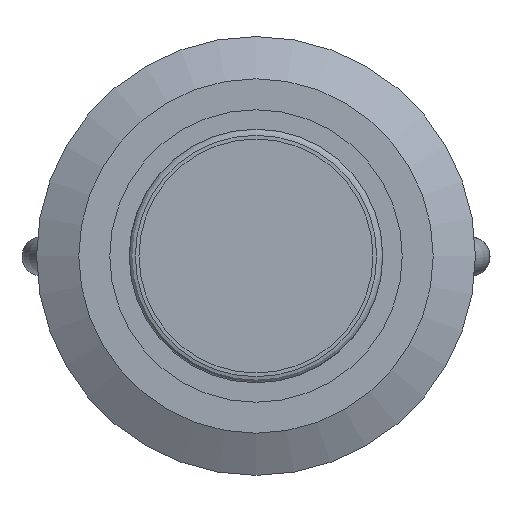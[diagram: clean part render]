
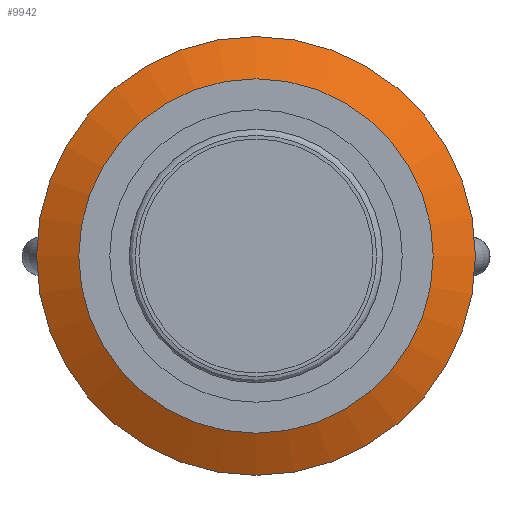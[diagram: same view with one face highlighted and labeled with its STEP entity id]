
A CAD part, left-side view. The second image highlights one B-rep face of the part: STEP entity #9942.
In plain terms, the highlighted conical face has half-angle 62.5 degrees and reference radius 8.136 mm.
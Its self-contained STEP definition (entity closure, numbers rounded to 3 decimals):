
#56=CONICAL_SURFACE('',#10856,8.136,1.091);
#974=CIRCLE('',#10857,7.271);
#975=CIRCLE('',#10858,7.271);
#976=CIRCLE('',#10859,9.);
#977=CIRCLE('',#10860,9.);
#1504=FACE_OUTER_BOUND('',#2103,.T.);
#2103=EDGE_LOOP('',(#9080,#9081,#9082,#9083,#9084,#9085));
#2954=LINE('',#18030,#3790);
#3790=VECTOR('',#13498,8.136);
#4744=VERTEX_POINT('',#18025);
#4745=VERTEX_POINT('',#18026);
#4746=VERTEX_POINT('',#18029);
#4747=VERTEX_POINT('',#18031);
#6195=EDGE_CURVE('',#4744,#4745,#974,.T.);
#6196=EDGE_CURVE('',#4745,#4744,#975,.T.);
#6197=EDGE_CURVE('',#4745,#4746,#2954,.T.);
#6198=EDGE_CURVE('',#4747,#4746,#976,.T.);
#6199=EDGE_CURVE('',#4746,#4747,#977,.T.);
#9080=ORIENTED_EDGE('',*,*,#6195,.F.);
#9081=ORIENTED_EDGE('',*,*,#6196,.F.);
#9082=ORIENTED_EDGE('',*,*,#6197,.T.);
#9083=ORIENTED_EDGE('',*,*,#6198,.F.);
#9084=ORIENTED_EDGE('',*,*,#6199,.F.);
#9085=ORIENTED_EDGE('',*,*,#6197,.F.);
#9942=ADVANCED_FACE('',(#1504),#56,.T.);
#10856=AXIS2_PLACEMENT_3D('',#18024,#13492,#13493);
#10857=AXIS2_PLACEMENT_3D('',#18027,#13494,#13495);
#10858=AXIS2_PLACEMENT_3D('',#18028,#13496,#13497);
#10859=AXIS2_PLACEMENT_3D('',#18032,#13499,#13500);
#10860=AXIS2_PLACEMENT_3D('',#18033,#13501,#13502);
#13492=DIRECTION('center_axis',(1.,0.,0.));
#13493=DIRECTION('ref_axis',(0.,0.,
1.));
#13494=DIRECTION('center_axis',(-1.,0.,0.));
#13495=DIRECTION('ref_axis',(0.,0.,
1.));
#13496=DIRECTION('center_axis',(-1.,0.,0.));
#13497=DIRECTION('ref_axis',(0.,0.,
1.));
#13498=DIRECTION('',(0.462,0.,-0.887));
#13499=DIRECTION('center_axis',(1.,0.,0.));
#13500=DIRECTION('ref_axis',(0.,-1.,0.));
#13501=DIRECTION('center_axis',(1.,0.,0.));
#13502=DIRECTION('ref_axis',(0.,-1.,0.));
#18024=CARTESIAN_POINT('Origin',(-35.8,0.,0.));
#18025=CARTESIAN_POINT('',(-36.25,0.,7.271));
#18026=CARTESIAN_POINT('',(-36.25,0.,-7.271));
#18027=CARTESIAN_POINT('Origin',(-36.25,0.,0.));
#18028=CARTESIAN_POINT('Origin',(-36.25,0.,0.));
#18029=CARTESIAN_POINT('',(-35.35,0.,-9.));
#18030=CARTESIAN_POINT('',(-35.8,0.,-8.136));
#18031=CARTESIAN_POINT('',(-35.35,9.,0.));
#18032=CARTESIAN_POINT('Origin',(-35.35,0.,0.));
#18033=CARTESIAN_POINT('Origin',(-35.35,0.,0.));
